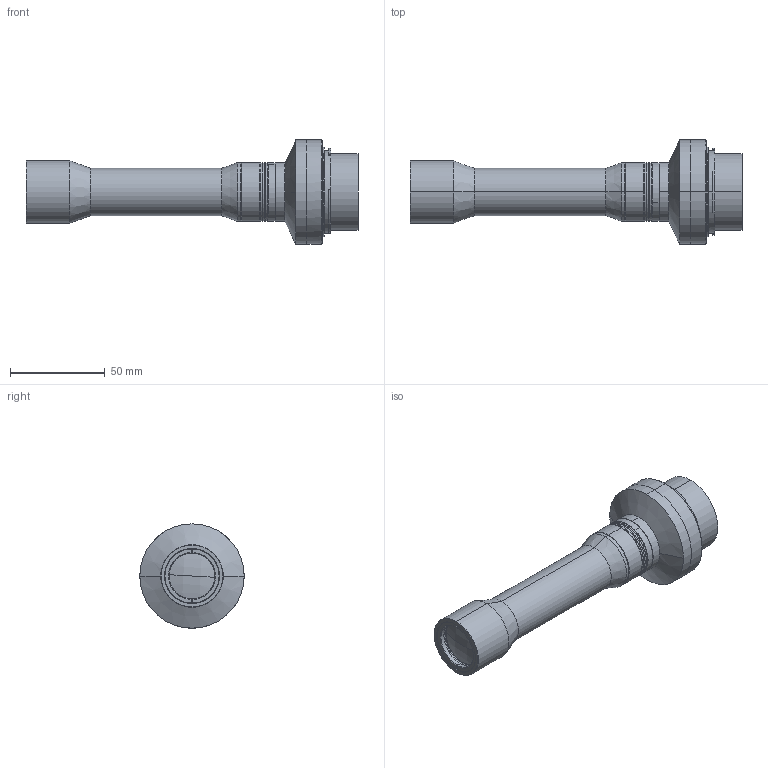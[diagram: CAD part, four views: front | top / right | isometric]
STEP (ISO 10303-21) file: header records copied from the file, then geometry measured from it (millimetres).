
FILE_DESCRIPTION (( 'STEP AP214' ), '1' );
FILE_NAME ('OTLZ28-60-110F.STEP', '2023-05-12T02:13:42', ( '' ), ( '' ), 'SwSTEP 2.0', 'SolidWorks 2022', '' );
FILE_SCHEMA (( 'AUTOMOTIVE_DESIGN' ));
Length unit declared in the file: millimetre
Products named in the file (1): OTLZ28-60-110F
Bounding box: 174.99 x 55 x 55 mm (x, y, z)
Volume: 96569.9 mm3; surface area: 54996.4 mm2
Topology: 21 solids, 21 shells, 366 faces, 818 edges, 519 vertices
Faces by surface type: cylinder 147, cone 100, plane 97, bspline 22
Entity records: 15109 total; most frequent: CARTESIAN_POINT 2332, DIRECTION 1965, ORIENTED_EDGE 1636, AXIS2_PLACEMENT_3D 824, EDGE_CURVE 818, VERTEX_POINT 519, CIRCLE 479, EDGE_LOOP 427
